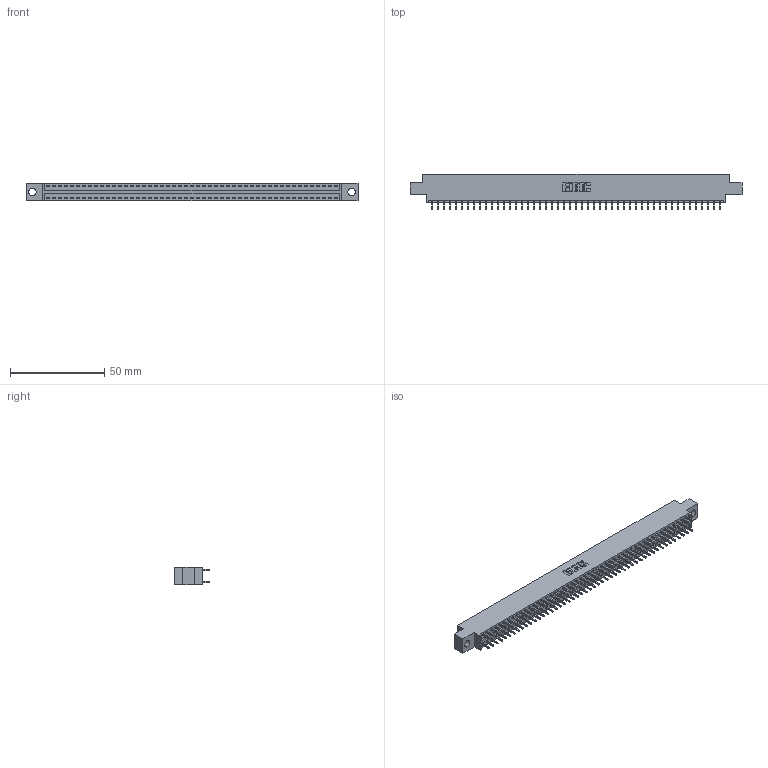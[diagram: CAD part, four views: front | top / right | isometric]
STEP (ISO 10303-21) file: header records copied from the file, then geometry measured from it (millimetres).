
FILE_DESCRIPTION (( 'STEP AP203' ), '1' );
FILE_NAME ('346-098-521-804.STEP', '2018-08-30T08:29:17', ( '' ), ( '' ), 'SwSTEP 2.0', 'SolidWorks 2016', '' );
FILE_SCHEMA (( 'CONFIG_CONTROL_DESIGN' ));
Length unit declared in the file: inch
Products named in the file (3): 346 Part_0.170 Offset - 0.156 Dia-TH; 345-292-001_345-293-121; 346-098-521-804
Assembly tree (99 placements, depth 2):
  346-098-521-804
    346 Part_0.170 Offset - 0.156 Dia-TH
    345-292-001_345-293-121  x98
Bounding box: 176.15 x 19.05 x 9.4 mm (x, y, z)
Volume: 16948.6 mm3; surface area: 23130.7 mm2
Topology: 99 solids, 99 shells, 5222 faces, 15531 edges, 10222 vertices
Faces by surface type: plane 3510, cylinder 1712
Entity records: 31189 total; most frequent: CARTESIAN_POINT 5132, ORIENTED_EDGE 5066, DIRECTION 4573, EDGE_CURVE 2533, VECTOR 2205, LINE 2205, VERTEX_POINT 1686, AXIS2_PLACEMENT_3D 1184
